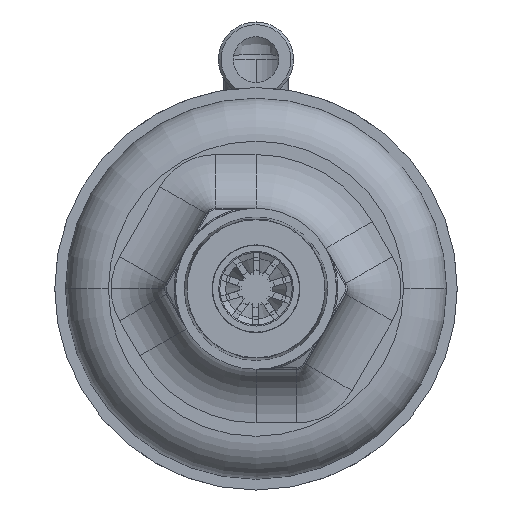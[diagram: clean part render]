
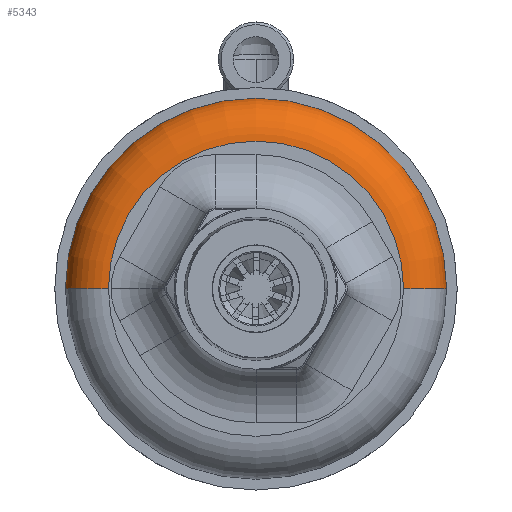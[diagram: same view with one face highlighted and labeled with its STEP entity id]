
A CAD part, front view. The second image highlights one B-rep face of the part: STEP entity #5343.
In plain terms, the highlighted toroidal (fillet/blend) face has major radius 27.5 mm and minor radius 8 mm.
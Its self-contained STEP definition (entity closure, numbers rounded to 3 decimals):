
#951 = CIRCLE ( 'NONE', #3063, 35.5 ) ;
#955 = CIRCLE ( 'NONE', #3064, 27.5 ) ;
#993 = CIRCLE ( 'NONE', #3051, 8. ) ;
#998 = CIRCLE ( 'NONE', #3054, 8. ) ;
#2736 = AXIS2_PLACEMENT_3D ( 'NONE', #15090, #15087, #15086 ) ;
#3051 = AXIS2_PLACEMENT_3D ( 'NONE', #13059, #13060, #13061 ) ;
#3054 = AXIS2_PLACEMENT_3D ( 'NONE', #13120, #13121, #13122 ) ;
#3063 = AXIS2_PLACEMENT_3D ( 'NONE', #3342, #3343, #3344 ) ;
#3064 = AXIS2_PLACEMENT_3D ( 'NONE', #3347, #3348, #3349 ) ;
#3342 = CARTESIAN_POINT ( 'NONE',  ( 0., 52.5, 0. ) ) ;
#3343 = DIRECTION ( 'NONE',  ( 0., 1., 0. ) ) ;
#3344 = DIRECTION ( 'NONE',  ( -1., 0., 0. ) ) ;
#3347 = CARTESIAN_POINT ( 'NONE',  ( 0., 44.5, 0. ) ) ;
#3348 = DIRECTION ( 'NONE',  ( 0., -1., 0. ) ) ;
#3349 = DIRECTION ( 'NONE',  ( -1., 0., 0. ) ) ;
#5167 = CARTESIAN_POINT ( 'NONE',  ( -35.5, 52.5, 0. ) ) ;
#5168 = CARTESIAN_POINT ( 'NONE',  ( 27.5, 44.5, 0. ) ) ;
#5230 = CARTESIAN_POINT ( 'NONE',  ( -27.5, 44.5, 0. ) ) ;
#5343 = ADVANCED_FACE ( 'NONE', ( #6532 ), #6531, .T. ) ;
#6531 = TOROIDAL_SURFACE ( 'NONE', #2736, 27.5, 8. ) ;
#6532 = FACE_OUTER_BOUND ( 'NONE', #11285, .T. ) ;
#6647 = VERTEX_POINT ( 'NONE', #14730 ) ;
#8300 = EDGE_CURVE ( 'NONE', #12761, #12354, #993, .T. ) ;
#8320 = EDGE_CURVE ( 'NONE', #12453, #6647, #998, .T. ) ;
#8381 = EDGE_CURVE ( 'NONE', #12354, #6647, #951, .T. ) ;
#8383 = EDGE_CURVE ( 'NONE', #12453, #12761, #955, .T. ) ;
#11285 = EDGE_LOOP ( 'NONE', ( #12079, #12590, #12440, #12323 ) ) ;
#12079 = ORIENTED_EDGE ( 'NONE', *, *, #8383, .F. ) ;
#12323 = ORIENTED_EDGE ( 'NONE', *, *, #8300, .F. ) ;
#12354 = VERTEX_POINT ( 'NONE', #5167 ) ;
#12440 = ORIENTED_EDGE ( 'NONE', *, *, #8381, .F. ) ;
#12453 = VERTEX_POINT ( 'NONE', #5168 ) ;
#12590 = ORIENTED_EDGE ( 'NONE', *, *, #8320, .T. ) ;
#12761 = VERTEX_POINT ( 'NONE', #5230 ) ;
#13059 = CARTESIAN_POINT ( 'NONE',  ( -27.5, 52.5, 0. ) ) ;
#13060 = DIRECTION ( 'NONE',  ( 0., 0., -1. ) ) ;
#13061 = DIRECTION ( 'NONE',  ( -1., 0., 0. ) ) ;
#13120 = CARTESIAN_POINT ( 'NONE',  ( 27.5, 52.5, 0. ) ) ;
#13121 = DIRECTION ( 'NONE',  ( 0., 0., 1. ) ) ;
#13122 = DIRECTION ( 'NONE',  ( 1., 0., 0. ) ) ;
#14730 = CARTESIAN_POINT ( 'NONE',  ( 35.5, 52.5, 0. ) ) ;
#15086 = DIRECTION ( 'NONE',  ( -1., 0., 0. ) ) ;
#15087 = DIRECTION ( 'NONE',  ( 0., 1., 0. ) ) ;
#15090 = CARTESIAN_POINT ( 'NONE',  ( 0., 52.5, 0. ) ) ;
